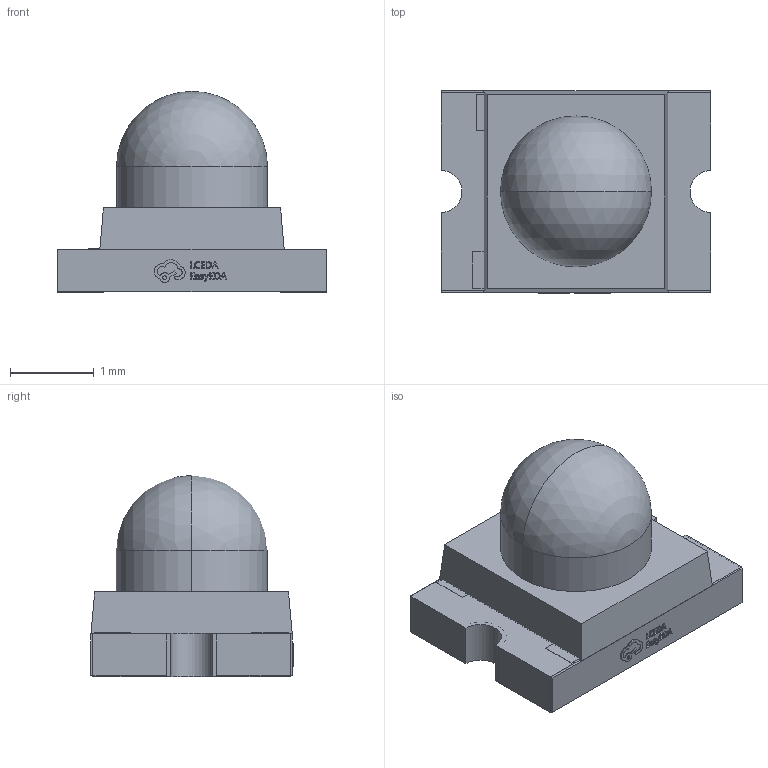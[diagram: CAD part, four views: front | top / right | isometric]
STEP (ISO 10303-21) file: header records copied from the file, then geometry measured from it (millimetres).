
FILE_DESCRIPTION (( 'STEP AP214' ), '1' );
FILE_NAME ('LED-SMD_L3.2-W2.4-H2.4.step', '2022-07-08T12:45:08', ( '' ), ( '' ), 'SwSTEP 2.0', 'SolidWorks 2020', '' );
FILE_SCHEMA (( 'AUTOMOTIVE_DESIGN' ));
Length unit declared in the file: millimetre
Products named in the file (1): LED-SMD_L3.2-W2.4-H2.4
Bounding box: 3.22 x 2.41 x 2.4 mm (x, y, z)
Volume: 10.3 mm3; surface area: 52.4 mm2
Topology: 6 solids, 6 shells, 342 faces, 906 edges, 603 vertices
Faces by surface type: plane 221, bspline 112, cylinder 7, sphere 2
Entity records: 14880 total; most frequent: CARTESIAN_POINT 3950, ORIENTED_EDGE 1804, DIRECTION 1152, EDGE_CURVE 902, LINE 658, VECTOR 658, VERTEX_POINT 601, EDGE_LOOP 371
